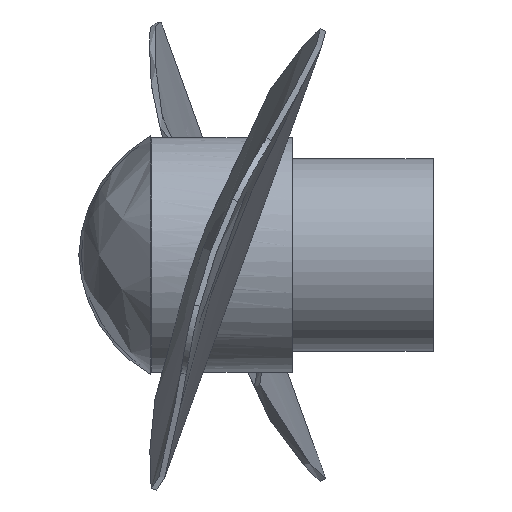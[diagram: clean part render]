
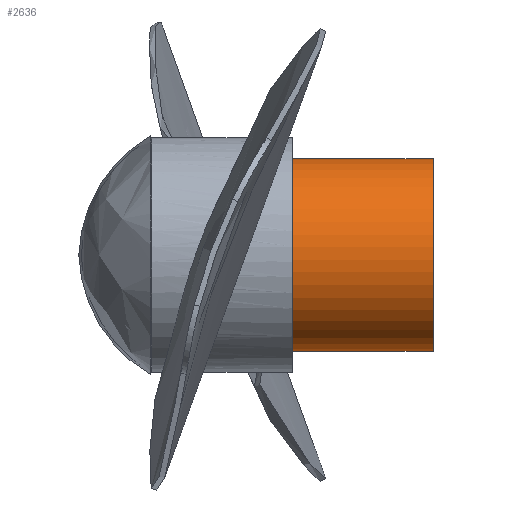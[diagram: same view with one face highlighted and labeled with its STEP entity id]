
A CAD part, left-side view. The second image highlights one B-rep face of the part: STEP entity #2636.
In plain terms, the highlighted free-form (B-spline) face has degree [2, 1] with [5, 2] control points.
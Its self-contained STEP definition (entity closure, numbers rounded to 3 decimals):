
#2636 = ADVANCED_FACE('',(#2637),#2673,.T.);
#2637 = FACE_BOUND('',#2638,.T.);
#2638 = EDGE_LOOP('',(#2639,#2651,#2658,#2668));
#2639 = ORIENTED_EDGE('',*,*,#2640,.T.);
#2640 = EDGE_CURVE('',#2641,#2643,#2645,.T.);
#2641 = VERTEX_POINT('',#2642);
#2642 = CARTESIAN_POINT('',(0.,7.746,5.293));
#2643 = VERTEX_POINT('',#2644);
#2644 = CARTESIAN_POINT('',(0.,7.746,
    -5.293));
#2645 = ( BOUNDED_CURVE() B_SPLINE_CURVE(2,(#2646,#2647,#2648,#2649,
#2650),.UNSPECIFIED.,.F.,.F.) B_SPLINE_CURVE_WITH_KNOTS((3,2,3),(
    3.142,4.712,6.283),
.PIECEWISE_BEZIER_KNOTS.) CURVE() GEOMETRIC_REPRESENTATION_ITEM() 
RATIONAL_B_SPLINE_CURVE((1.,0.707,1.,0.707,1.)) 
REPRESENTATION_ITEM('') );
#2646 = CARTESIAN_POINT('',(0.,7.746,
    5.293));
#2647 = CARTESIAN_POINT('',(-5.293,7.746,5.293)
  );
#2648 = CARTESIAN_POINT('',(-5.293,7.746,
    0.));
#2649 = CARTESIAN_POINT('',(-5.293,7.746,-5.293)
  );
#2650 = CARTESIAN_POINT('',(0.,7.746,
    -5.293));
#2651 = ORIENTED_EDGE('',*,*,#2652,.T.);
#2652 = EDGE_CURVE('',#2643,#2653,#2655,.T.);
#2653 = VERTEX_POINT('',#2654);
#2654 = CARTESIAN_POINT('',(0.,0.,
    -5.293));
#2655 = B_SPLINE_CURVE_WITH_KNOTS('',1,(#2656,#2657),.UNSPECIFIED.,.F.,
  .F.,(2,2),(-6.,0.),.PIECEWISE_BEZIER_KNOTS.);
#2656 = CARTESIAN_POINT('',(0.,7.746,
    -5.293));
#2657 = CARTESIAN_POINT('',(0.,0.,
    -5.293));
#2658 = ORIENTED_EDGE('',*,*,#2659,.F.);
#2659 = EDGE_CURVE('',#2660,#2653,#2662,.T.);
#2660 = VERTEX_POINT('',#2661);
#2661 = CARTESIAN_POINT('',(0.,0.,5.293));
#2662 = ( BOUNDED_CURVE() B_SPLINE_CURVE(2,(#2663,#2664,#2665,#2666,
#2667),.UNSPECIFIED.,.F.,.F.) B_SPLINE_CURVE_WITH_KNOTS((3,2,3),(
    3.142,4.712,6.283),
.PIECEWISE_BEZIER_KNOTS.) CURVE() GEOMETRIC_REPRESENTATION_ITEM() 
RATIONAL_B_SPLINE_CURVE((1.,0.707,1.,0.707,1.)) 
REPRESENTATION_ITEM('') );
#2663 = CARTESIAN_POINT('',(0.,0.,
    5.293));
#2664 = CARTESIAN_POINT('',(-5.293,0.,
    5.293));
#2665 = CARTESIAN_POINT('',(-5.293,0.,
    0.));
#2666 = CARTESIAN_POINT('',(-5.293,0.,
    -5.293));
#2667 = CARTESIAN_POINT('',(0.,0.,
    -5.293));
#2668 = ORIENTED_EDGE('',*,*,#2669,.F.);
#2669 = EDGE_CURVE('',#2641,#2660,#2670,.T.);
#2670 = B_SPLINE_CURVE_WITH_KNOTS('',1,(#2671,#2672),.UNSPECIFIED.,.F.,
  .F.,(2,2),(-6.,0.),.PIECEWISE_BEZIER_KNOTS.);
#2671 = CARTESIAN_POINT('',(0.,7.746,5.293));
#2672 = CARTESIAN_POINT('',(0.,0.,5.293));
#2673 = ( BOUNDED_SURFACE() B_SPLINE_SURFACE(2,1,(
    (#2674,#2675)
    ,(#2676,#2677)
    ,(#2678,#2679)
    ,(#2680,#2681)
    ,(#2682,#2683
)),.UNSPECIFIED.,.F.,.F.,.F.) B_SPLINE_SURFACE_WITH_KNOTS((3,2,3),(2,2),
  (0.,1.571,3.142),(-6.,0.),
.PIECEWISE_BEZIER_KNOTS.) GEOMETRIC_REPRESENTATION_ITEM() 
RATIONAL_B_SPLINE_SURFACE((
    (1.,1.)
    ,(0.707,0.707)
    ,(1.,1.)
    ,(0.707,0.707)
,(1.,1.))) REPRESENTATION_ITEM('') SURFACE() );
#2674 = CARTESIAN_POINT('',(0.,7.746,5.293));
#2675 = CARTESIAN_POINT('',(0.,0.,5.293));
#2676 = CARTESIAN_POINT('',(-5.293,7.746,5.293)
  );
#2677 = CARTESIAN_POINT('',(-5.293,0.,
    5.293));
#2678 = CARTESIAN_POINT('',(-5.293,7.746,
    0.));
#2679 = CARTESIAN_POINT('',(-5.293,0.,
    0.));
#2680 = CARTESIAN_POINT('',(-5.293,7.746,-5.293)
  );
#2681 = CARTESIAN_POINT('',(-5.293,0.,
    -5.293));
#2682 = CARTESIAN_POINT('',(0.,7.746,
    -5.293));
#2683 = CARTESIAN_POINT('',(0.,0.,
    -5.293));
